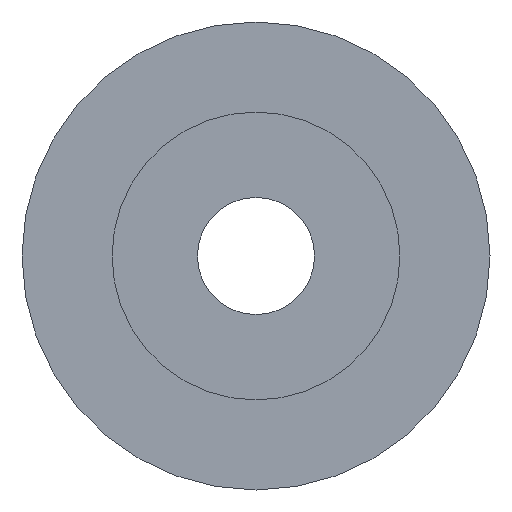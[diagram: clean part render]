
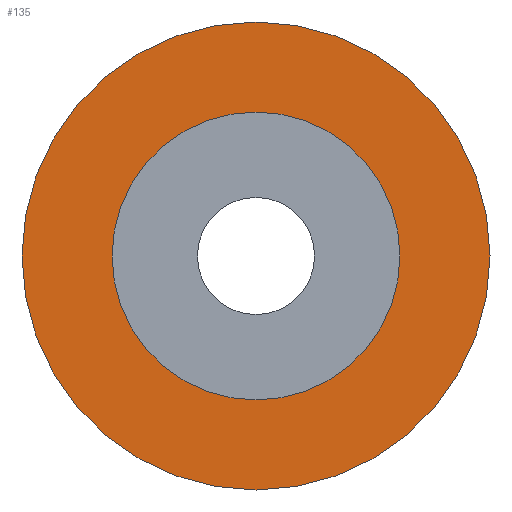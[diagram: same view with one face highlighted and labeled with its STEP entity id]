
A CAD part, front view. The second image highlights one B-rep face of the part: STEP entity #135.
In plain terms, the highlighted planar face has unit normal (0, -1, 0).
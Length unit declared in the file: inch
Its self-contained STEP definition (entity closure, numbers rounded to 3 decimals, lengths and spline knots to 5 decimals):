
#15 = AXIS2_PLACEMENT_3D ( 'NONE', #134, #324, #267 ) ;
#25 = EDGE_CURVE ( 'NONE', #315, #192, #198, .T. ) ;
#28 = VERTEX_POINT ( 'NONE', #368 ) ;
#54 = ORIENTED_EDGE ( 'NONE', *, *, #121, .F. ) ;
#64 = EDGE_CURVE ( 'NONE', #28, #303, #170, .T. ) ;
#75 = AXIS2_PLACEMENT_3D ( 'NONE', #408, #389, #253 ) ;
#104 = CARTESIAN_POINT ( 'NONE',  ( 0., 0., 0.3075 ) ) ;
#114 = PLANE ( 'NONE',  #186 ) ;
#118 = AXIS2_PLACEMENT_3D ( 'NONE', #405, #407, #398 ) ;
#120 = EDGE_CURVE ( 'NONE', #303, #28, #336, .T. ) ;
#121 = EDGE_CURVE ( 'NONE', #192, #315, #177, .T. ) ;
#129 = CARTESIAN_POINT ( 'NONE',  ( 0., 0., -0.49985 ) ) ;
#134 = CARTESIAN_POINT ( 'NONE',  ( 0., 0., 0. ) ) ;
#135 = ADVANCED_FACE ( 'NONE', ( #319, #149 ), #114, .F. ) ;
#149 = FACE_OUTER_BOUND ( 'NONE', #370, .T. ) ;
#157 = ORIENTED_EDGE ( 'NONE', *, *, #120, .F. ) ;
#170 = CIRCLE ( 'NONE', #118, 0.49985 ) ;
#177 = CIRCLE ( 'NONE', #15, 0.3075 ) ;
#186 = AXIS2_PLACEMENT_3D ( 'NONE', #262, #327, #325 ) ;
#192 = VERTEX_POINT ( 'NONE', #219 ) ;
#198 = CIRCLE ( 'NONE', #272, 0.3075 ) ;
#216 = EDGE_LOOP ( 'NONE', ( #54, #281 ) ) ;
#219 = CARTESIAN_POINT ( 'NONE',  ( 0., 0., -0.3075 ) ) ;
#253 = DIRECTION ( 'NONE',  ( 0., 0., 1. ) ) ;
#262 = CARTESIAN_POINT ( 'NONE',  ( 0., 0., 0. ) ) ;
#267 = DIRECTION ( 'NONE',  ( 0., 0., -1. ) ) ;
#272 = AXIS2_PLACEMENT_3D ( 'NONE', #363, #360, #366 ) ;
#281 = ORIENTED_EDGE ( 'NONE', *, *, #25, .F. ) ;
#303 = VERTEX_POINT ( 'NONE', #129 ) ;
#315 = VERTEX_POINT ( 'NONE', #104 ) ;
#319 = FACE_BOUND ( 'NONE', #216, .T. ) ;
#324 = DIRECTION ( 'NONE',  ( 0., -1., 0. ) ) ;
#325 = DIRECTION ( 'NONE',  ( 0., 0., 1. ) ) ;
#327 = DIRECTION ( 'NONE',  ( 0., 1., 0. ) ) ;
#336 = CIRCLE ( 'NONE', #75, 0.49985 ) ;
#360 = DIRECTION ( 'NONE',  ( 0., -1., 0. ) ) ;
#363 = CARTESIAN_POINT ( 'NONE',  ( 0., 0., 0. ) ) ;
#366 = DIRECTION ( 'NONE',  ( 0., 0., -1. ) ) ;
#368 = CARTESIAN_POINT ( 'NONE',  ( 0., 0., 0.49985 ) ) ;
#370 = EDGE_LOOP ( 'NONE', ( #157, #396 ) ) ;
#389 = DIRECTION ( 'NONE',  ( 0., 1., 0. ) ) ;
#396 = ORIENTED_EDGE ( 'NONE', *, *, #64, .F. ) ;
#398 = DIRECTION ( 'NONE',  ( 0., 0., 1. ) ) ;
#405 = CARTESIAN_POINT ( 'NONE',  ( 0., 0., 0. ) ) ;
#407 = DIRECTION ( 'NONE',  ( 0., 1., 0. ) ) ;
#408 = CARTESIAN_POINT ( 'NONE',  ( 0., 0., 0. ) ) ;
